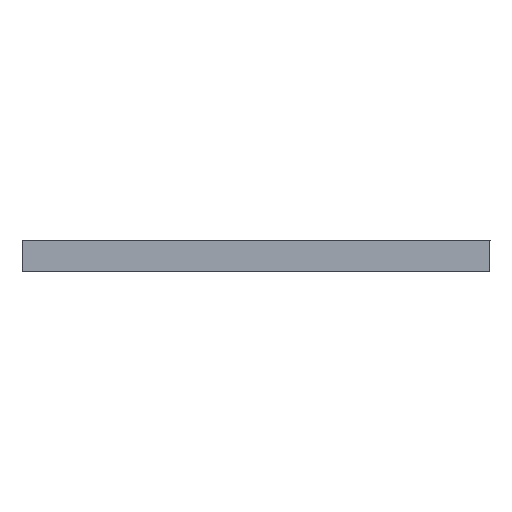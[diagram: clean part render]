
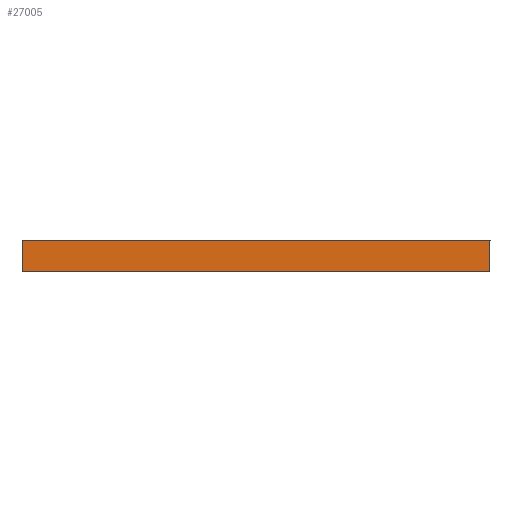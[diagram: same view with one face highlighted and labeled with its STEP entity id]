
A CAD part, left-side view. The second image highlights one B-rep face of the part: STEP entity #27005.
In plain terms, the highlighted planar face has unit normal (-1, 0, 0).
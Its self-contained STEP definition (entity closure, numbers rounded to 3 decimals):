
#161 = EDGE_CURVE ( 'NONE', #12553, #27393, #14798, .T. ) ;
#2132 = AXIS2_PLACEMENT_3D ( 'NONE', #2907, #22462, #19990 ) ;
#2907 = CARTESIAN_POINT ( 'NONE',  ( 247.573, 317.13, 0. ) ) ;
#3029 = ORIENTED_EDGE ( 'NONE', *, *, #13876, .F. ) ;
#5660 = LINE ( 'NONE', #13553, #18190 ) ;
#7510 = DIRECTION ( 'NONE',  ( 0., 0., -1. ) ) ;
#7564 = CARTESIAN_POINT ( 'NONE',  ( 247.576, 292.13, 1.69 ) ) ;
#7718 = EDGE_CURVE ( 'NONE', #14845, #10543, #5660, .T. ) ;
#8328 = VECTOR ( 'NONE', #15394, 1000. ) ;
#9723 = FACE_OUTER_BOUND ( 'NONE', #28336, .T. ) ;
#10017 = ORIENTED_EDGE ( 'NONE', *, *, #7718, .F. ) ;
#10069 = CARTESIAN_POINT ( 'NONE',  ( 247.573, 292.133, 0. ) ) ;
#10543 = VERTEX_POINT ( 'NONE', #20122 ) ;
#12016 = CARTESIAN_POINT ( 'NONE',  ( 247.576, 292.13, 1.69 ) ) ;
#12553 = VERTEX_POINT ( 'NONE', #12016 ) ;
#13553 = CARTESIAN_POINT ( 'NONE',  ( 247.573, 292.127, 0. ) ) ;
#13876 = EDGE_CURVE ( 'NONE', #10543, #27393, #22042, .T. ) ;
#14798 = B_SPLINE_CURVE_WITH_KNOTS ( 'NONE', 1,
 ( #7564, #24526 ),
 .UNSPECIFIED., .F., .F.,
 ( 2, 2 ),
 ( 0., 1. ),
 .UNSPECIFIED. ) ;
#14845 = VERTEX_POINT ( 'NONE', #30876 ) ;
#15394 = DIRECTION ( 'NONE',  ( 0., 0., 1. ) ) ;
#17694 = EDGE_CURVE ( 'NONE', #12553, #14845, #28977, .T. ) ;
#18190 = VECTOR ( 'NONE', #25916, 1000. ) ;
#19709 = ORIENTED_EDGE ( 'NONE', *, *, #161, .T. ) ;
#19990 = DIRECTION ( 'NONE',  ( 0., 0., -1. ) ) ;
#20122 = CARTESIAN_POINT ( 'NONE',  ( 247.573, 317.13, 0. ) ) ;
#21006 = VECTOR ( 'NONE', #7510, 1000. ) ;
#22042 = LINE ( 'NONE', #27424, #8328 ) ;
#22462 = DIRECTION ( 'NONE',  ( 1., 0., 0. ) ) ;
#23910 = CARTESIAN_POINT ( 'NONE',  ( 247.576, 317.133, 1.69 ) ) ;
#24464 = PLANE ( 'NONE',  #2132 ) ;
#24526 = CARTESIAN_POINT ( 'NONE',  ( 247.576, 317.133, 1.69 ) ) ;
#25916 = DIRECTION ( 'NONE',  ( 0., 1., 0. ) ) ;
#27005 = ADVANCED_FACE ( 'NONE', ( #9723 ), #24464, .F. ) ;
#27252 = ORIENTED_EDGE ( 'NONE', *, *, #17694, .F. ) ;
#27393 = VERTEX_POINT ( 'NONE', #23910 ) ;
#27424 = CARTESIAN_POINT ( 'NONE',  ( 247.573, 317.13, 0. ) ) ;
#28336 = EDGE_LOOP ( 'NONE', ( #27252, #19709, #3029, #10017 ) ) ;
#28977 = LINE ( 'NONE', #10069, #21006 ) ;
#30876 = CARTESIAN_POINT ( 'NONE',  ( 247.573, 292.133, 0. ) ) ;
